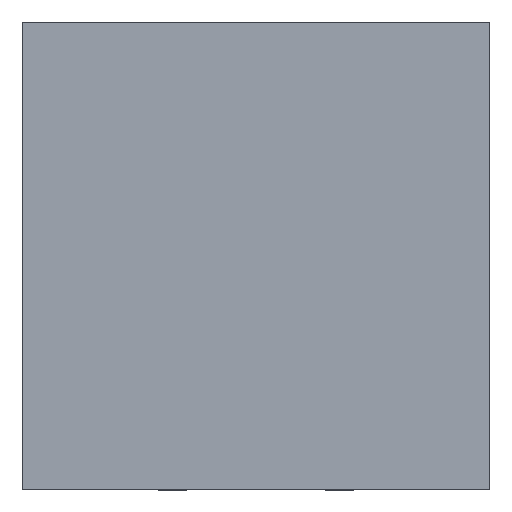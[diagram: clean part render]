
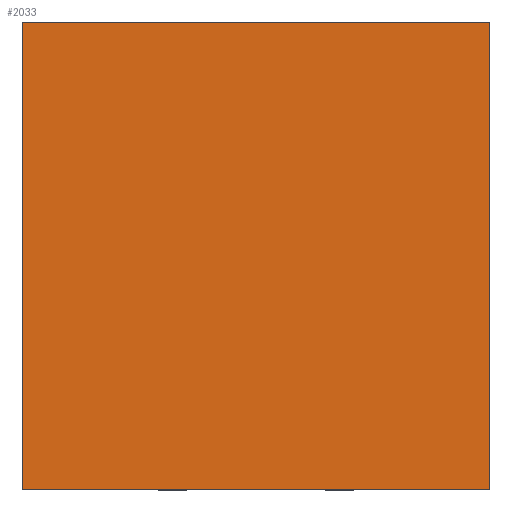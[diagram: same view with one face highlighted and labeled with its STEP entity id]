
A CAD part, top view. The second image highlights one B-rep face of the part: STEP entity #2033.
In plain terms, the highlighted face is planar.
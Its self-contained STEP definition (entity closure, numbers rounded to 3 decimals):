
#702=DIRECTION('',(0.,0.,1.));
#703=VECTOR('',#702,3.3);
#704=CARTESIAN_POINT('',(-1.65,1.,-1.65));
#705=LINE('',#704,#703);
#709=DIRECTION('',(-1.,0.,0.));
#710=VECTOR('',#709,3.3);
#711=CARTESIAN_POINT('',(1.65,1.,-1.65));
#712=LINE('',#711,#710);
#716=DIRECTION('',(0.,0.,-1.));
#717=VECTOR('',#716,3.3);
#718=CARTESIAN_POINT('',(1.65,1.,1.65));
#719=LINE('',#718,#717);
#723=DIRECTION('',(1.,0.,0.));
#724=VECTOR('',#723,3.3);
#725=CARTESIAN_POINT('',(-1.65,1.,1.65));
#726=LINE('',#725,#724);
#1458=CARTESIAN_POINT('',(-1.65,1.,-1.65));
#1459=CARTESIAN_POINT('',(-1.65,1.,1.65));
#1460=VERTEX_POINT('',#1458);
#1461=VERTEX_POINT('',#1459);
#1462=CARTESIAN_POINT('',(1.65,1.,1.65));
#1463=VERTEX_POINT('',#1462);
#1464=CARTESIAN_POINT('',(1.65,1.,-1.65));
#1465=VERTEX_POINT('',#1464);
#2022=CARTESIAN_POINT('',(0.,1.,0.));
#2023=DIRECTION('',(0.,1.,0.));
#2024=DIRECTION('',(1.,0.,0.));
#2025=AXIS2_PLACEMENT_3D('',#2022,#2023,#2024);
#2026=PLANE('',#2025);
#2027=ORIENTED_EDGE('',*,*,#1890,.F.);
#2028=ORIENTED_EDGE('',*,*,#1933,.F.);
#2029=ORIENTED_EDGE('',*,*,#1961,.F.);
#2030=ORIENTED_EDGE('',*,*,#2002,.F.);
#2031=EDGE_LOOP('',(#2027,#2028,#2029,#2030));
#2032=FACE_OUTER_BOUND('',#2031,.F.);
#1890=EDGE_CURVE('',#1460,#1461,#705,.T.);
#1933=EDGE_CURVE('',#1465,#1460,#712,.T.);
#1961=EDGE_CURVE('',#1463,#1465,#719,.T.);
#2002=EDGE_CURVE('',#1461,#1463,#726,.T.);
#2033=ADVANCED_FACE('',(#2032),#2026,.T.);
